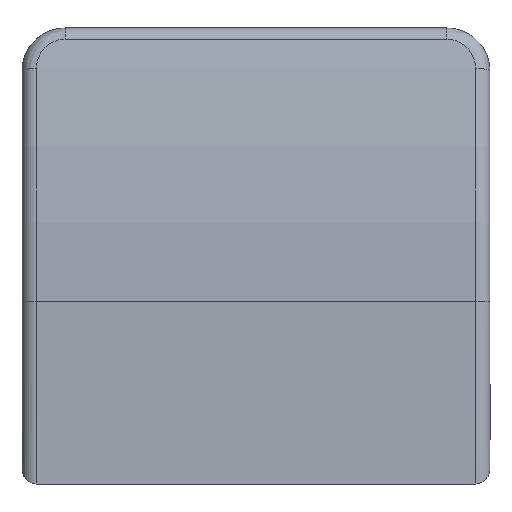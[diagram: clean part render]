
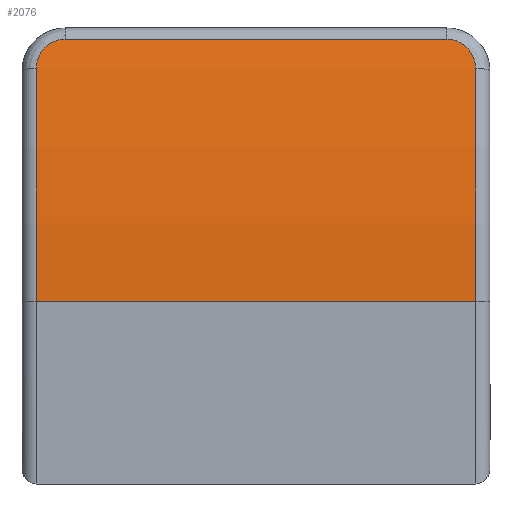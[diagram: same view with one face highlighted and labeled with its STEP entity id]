
A CAD part, front view. The second image highlights one B-rep face of the part: STEP entity #2076.
In plain terms, the highlighted cylindrical face has radius 163 mm (diameter 326 mm), a partial arc.
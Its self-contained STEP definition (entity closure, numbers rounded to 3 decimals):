
#9 = VERTEX_POINT ( 'NONE', #11768 ) ;
#50 = CARTESIAN_POINT ( 'NONE',  ( -28.535, 3.501, 30.894 ) ) ;
#198 = CARTESIAN_POINT ( 'NONE',  ( 28.964, 3.435, 30.599 ) ) ;
#364 = CARTESIAN_POINT ( 'NONE',  ( 30.5, 162.5, -5. ) ) ;
#367 = DIRECTION ( 'NONE',  ( -1., 0., 0. ) ) ;
#814 = VERTEX_POINT ( 'NONE', #12946 ) ;
#1114 = CARTESIAN_POINT ( 'NONE',  ( -30.475, 2.859, 27.92 ) ) ;
#1187 = CARTESIAN_POINT ( 'NONE',  ( 29.534, 3.313, 30.05 ) ) ;
#1381 = FACE_OUTER_BOUND ( 'NONE', #9173, .T. ) ;
#2076 = ADVANCED_FACE ( 'NONE', ( #1381 ), #2427, .T. ) ;
#2164 = CARTESIAN_POINT ( 'NONE',  ( -30.106, 3.121, 29.169 ) ) ;
#2305 = CARTESIAN_POINT ( 'NONE',  ( 30.5, 2.752, 27.398 ) ) ;
#2315 = CARTESIAN_POINT ( 'NONE',  ( -28.299, 3.531, 31.024 ) ) ;
#2333 = B_SPLINE_CURVE_WITH_KNOTS ( 'NONE', 3,
 ( #2305, #14858, #12669, #13731, #3353, #6944, #12586, #11549, #1187, #2530, #198, #10480, #6093, #7166, #9584, #6017, #3819, #11766 ),
 .UNSPECIFIED., .F., .F.,
 ( 4, 2, 2, 2, 2, 2, 2, 2, 4 ),
 ( 0., 0.001, 0.002, 0.002, 0.003, 0.004, 0.005, 0.006, 0.006 ),
 .UNSPECIFIED. ) ;
#2404 = VERTEX_POINT ( 'NONE', #9380 ) ;
#2427 = CYLINDRICAL_SURFACE ( 'NONE', #6472, 163. ) ;
#2530 = CARTESIAN_POINT ( 'NONE',  ( 29.168, 3.396, 30.426 ) ) ;
#2669 = CARTESIAN_POINT ( 'NONE',  ( 26.5, 3.627, 31.447 ) ) ;
#3107 = ORIENTED_EDGE ( 'NONE', *, *, #3264, .T. ) ;
#3264 = EDGE_CURVE ( 'NONE', #4710, #6800, #12984, .T. ) ;
#3353 = CARTESIAN_POINT ( 'NONE',  ( 30.3, 3.019, 28.688 ) ) ;
#3434 = CARTESIAN_POINT ( 'NONE',  ( -27.571, 3.601, 31.336 ) ) ;
#3596 = CARTESIAN_POINT ( 'NONE',  ( -30.376, 2.965, 28.43 ) ) ;
#3819 = CARTESIAN_POINT ( 'NONE',  ( 26.769, 3.627, 31.447 ) ) ;
#4200 = ORIENTED_EDGE ( 'NONE', *, *, #7801, .T. ) ;
#4344 = EDGE_CURVE ( 'NONE', #814, #4710, #2333, .T. ) ;
#4648 = CARTESIAN_POINT ( 'NONE',  ( -29.536, 3.312, 30.048 ) ) ;
#4681 = B_SPLINE_CURVE_WITH_KNOTS ( 'NONE', 3,
 ( #6950, #5640, #3434, #2315, #50, #7990, #9363, #4648, #4725, #9278, #2164, #7027, #3596, #1114, #11629, #9209 ),
 .UNSPECIFIED., .F., .F.,
 ( 4, 2, 2, 2, 2, 2, 2, 4 ),
 ( 0., 0.002, 0.002, 0.003, 0.004, 0.005, 0.006, 0.006 ),
 .UNSPECIFIED. ) ;
#4710 = VERTEX_POINT ( 'NONE', #2669 ) ;
#4725 = CARTESIAN_POINT ( 'NONE',  ( -29.702, 3.266, 29.839 ) ) ;
#5159 = DIRECTION ( 'NONE',  ( 0., 0., 1. ) ) ;
#5347 = ORIENTED_EDGE ( 'NONE', *, *, #4344, .T. ) ;
#5640 = CARTESIAN_POINT ( 'NONE',  ( -27.038, 3.627, 31.447 ) ) ;
#5657 = CIRCLE ( 'NONE', #6877, 163. ) ;
#6017 = CARTESIAN_POINT ( 'NONE',  ( 27.033, 3.621, 31.42 ) ) ;
#6093 = CARTESIAN_POINT ( 'NONE',  ( 28.298, 3.531, 31.025 ) ) ;
#6107 = CARTESIAN_POINT ( 'NONE',  ( 95.576, -0.5, -5. ) ) ;
#6182 = VERTEX_POINT ( 'NONE', #9934 ) ;
#6472 = AXIS2_PLACEMENT_3D ( 'NONE', #9400, #7056, #11733 ) ;
#6800 = VERTEX_POINT ( 'NONE', #11261 ) ;
#6877 = AXIS2_PLACEMENT_3D ( 'NONE', #12838, #12914, #5159 ) ;
#6944 = CARTESIAN_POINT ( 'NONE',  ( 30.105, 3.122, 29.171 ) ) ;
#6950 = CARTESIAN_POINT ( 'NONE',  ( -26.5, 3.627, 31.447 ) ) ;
#7027 = CARTESIAN_POINT ( 'NONE',  ( -30.302, 3.018, 28.683 ) ) ;
#7056 = DIRECTION ( 'NONE',  ( -1., 0., 0. ) ) ;
#7166 = CARTESIAN_POINT ( 'NONE',  ( 27.81, 3.578, 31.233 ) ) ;
#7314 = AXIS2_PLACEMENT_3D ( 'NONE', #364, #8385, #8451 ) ;
#7801 = EDGE_CURVE ( 'NONE', #2404, #9, #5657, .T. ) ;
#7990 = CARTESIAN_POINT ( 'NONE',  ( -28.97, 3.434, 30.594 ) ) ;
#8385 = DIRECTION ( 'NONE',  ( -1., 0., 0. ) ) ;
#8451 = DIRECTION ( 'NONE',  ( 0., 0., -1. ) ) ;
#9020 = EDGE_CURVE ( 'NONE', #6182, #814, #12594, .T. ) ;
#9173 = EDGE_LOOP ( 'NONE', ( #10459, #4200, #9704, #12321, #5347, #3107 ) ) ;
#9209 = CARTESIAN_POINT ( 'NONE',  ( -30.5, 2.752, 27.398 ) ) ;
#9278 = CARTESIAN_POINT ( 'NONE',  ( -29.986, 3.171, 29.4 ) ) ;
#9363 = CARTESIAN_POINT ( 'NONE',  ( -29.17, 3.396, 30.424 ) ) ;
#9380 = CARTESIAN_POINT ( 'NONE',  ( -30.5, 2.752, 27.398 ) ) ;
#9400 = CARTESIAN_POINT ( 'NONE',  ( 95.576, 162.5, -5. ) ) ;
#9583 = VECTOR ( 'NONE', #11765, 1000. ) ;
#9584 = CARTESIAN_POINT ( 'NONE',  ( 27.552, 3.597, 31.314 ) ) ;
#9704 = ORIENTED_EDGE ( 'NONE', *, *, #10044, .F. ) ;
#9738 = VECTOR ( 'NONE', #367, 1000. ) ;
#9934 = CARTESIAN_POINT ( 'NONE',  ( 30.5, -0.5, -5. ) ) ;
#10044 = EDGE_CURVE ( 'NONE', #6182, #9, #12018, .T. ) ;
#10392 = EDGE_CURVE ( 'NONE', #6800, #2404, #4681, .T. ) ;
#10459 = ORIENTED_EDGE ( 'NONE', *, *, #10392, .T. ) ;
#10480 = CARTESIAN_POINT ( 'NONE',  ( 28.528, 3.502, 30.898 ) ) ;
#10562 = CARTESIAN_POINT ( 'NONE',  ( 95.576, 3.627, 31.447 ) ) ;
#11261 = CARTESIAN_POINT ( 'NONE',  ( -26.5, 3.627, 31.447 ) ) ;
#11549 = CARTESIAN_POINT ( 'NONE',  ( 29.697, 3.268, 29.846 ) ) ;
#11629 = CARTESIAN_POINT ( 'NONE',  ( -30.5, 2.805, 27.661 ) ) ;
#11733 = DIRECTION ( 'NONE',  ( 0., 0., 1. ) ) ;
#11765 = DIRECTION ( 'NONE',  ( -1., 0., 0. ) ) ;
#11766 = CARTESIAN_POINT ( 'NONE',  ( 26.5, 3.627, 31.447 ) ) ;
#11768 = CARTESIAN_POINT ( 'NONE',  ( -30.5, -0.5, -5. ) ) ;
#12018 = LINE ( 'NONE', #6107, #9738 ) ;
#12321 = ORIENTED_EDGE ( 'NONE', *, *, #9020, .T. ) ;
#12586 = CARTESIAN_POINT ( 'NONE',  ( 29.985, 3.172, 29.403 ) ) ;
#12594 = CIRCLE ( 'NONE', #7314, 163. ) ;
#12669 = CARTESIAN_POINT ( 'NONE',  ( 30.475, 2.859, 27.921 ) ) ;
#12838 = CARTESIAN_POINT ( 'NONE',  ( -30.5, 162.5, -5. ) ) ;
#12914 = DIRECTION ( 'NONE',  ( 1., 0., 0. ) ) ;
#12946 = CARTESIAN_POINT ( 'NONE',  ( 30.5, 2.752, 27.398 ) ) ;
#12984 = LINE ( 'NONE', #10562, #9583 ) ;
#13731 = CARTESIAN_POINT ( 'NONE',  ( 30.375, 2.966, 28.435 ) ) ;
#14858 = CARTESIAN_POINT ( 'NONE',  ( 30.5, 2.805, 27.661 ) ) ;
